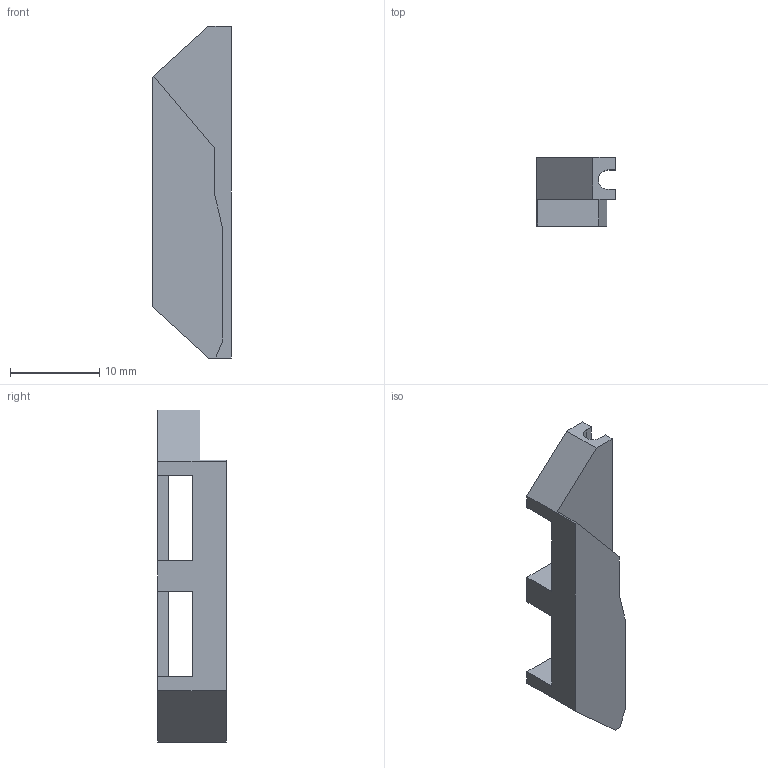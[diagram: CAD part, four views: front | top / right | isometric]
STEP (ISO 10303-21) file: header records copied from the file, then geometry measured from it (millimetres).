
FILE_DESCRIPTION(/* description */ ('STEP AP242 Edition 2','CAx-IF Rec.Pracs.---Representation and Presentation of Product Manufacturing Information (PMI)---4.0---2014-10-13','CAx-IF Rec.Pracs.---3D Tessellated Geometry---0.4---2014-09-14','2;1','CAx-IF Rec.Pracs.---User Defined Attributes---1.5---2016-08-15'),/* implementation_level */ '2;1');
FILE_NAME(/* name */ '6966a97748fef4d7396836ba',/* time_stamp */ '2026-01-13T20:22:16Z',/* author */ (''),/* organization */ (''),/* preprocessor_version */ 'ST-DEVELOPER v20',/* originating_system */ 'ONSHAPE BY PTC INC, 1.209',/* authorisation */ ' ');
FILE_SCHEMA (('AP242_MANAGED_MODEL_BASED_3D_ENGINEERING_MIM_LF { 1 0 10303 442 3 1 4 }'));
Length unit declared in the file: metre
Products named in the file (1): Part 6
Bounding box: 8.85 x 7.7 x 37.3 mm (x, y, z)
Volume: 1264.8 mm3; surface area: 1342.6 mm2
Topology: 1 solids, 1 shells, 38 faces, 120 edges, 80 vertices
Faces by surface type: plane 35, cylinder 3
Entity records: 1340 total; most frequent: ORIENTED_EDGE 240, CARTESIAN_POINT 239, DIRECTION 204, EDGE_CURVE 120, LINE 114, VECTOR 114, VERTEX_POINT 80, AXIS2_PLACEMENT_3D 45
